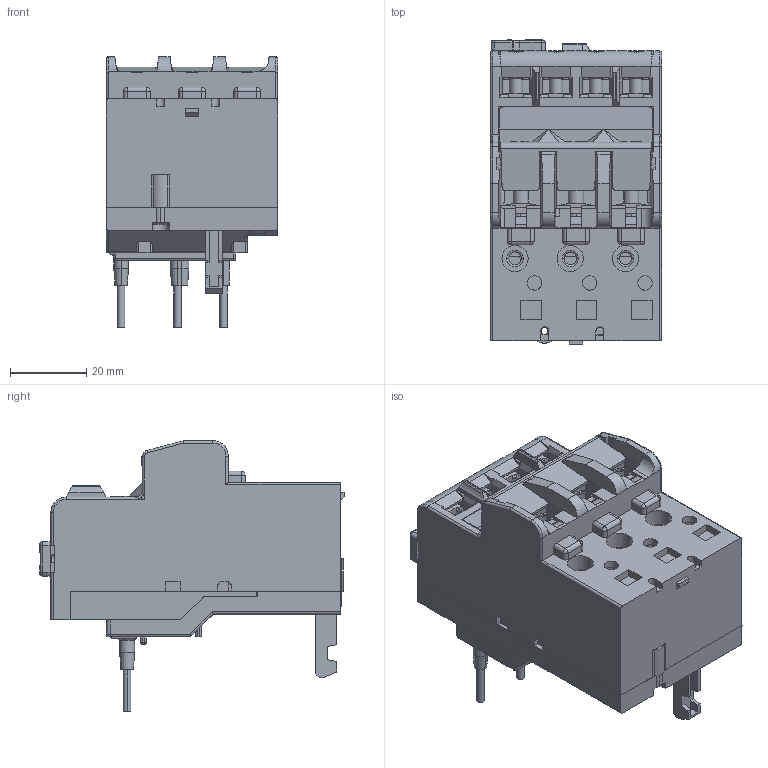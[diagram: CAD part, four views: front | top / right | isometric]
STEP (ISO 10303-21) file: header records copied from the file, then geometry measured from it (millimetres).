
FILE_DESCRIPTION((''),'2;1');
FILE_NAME('ASM0002_ASM','2018-05-14T',('luka.skrinjar'),('Audax d.o.o.'),'CREO PARAMETRIC BY PTC INC, 2016050','CREO PARAMETRIC BY PTC INC, 2016050','');
FILE_SCHEMA(('AUTOMOTIVE_DESIGN { 1 0 10303 214 1 1 1 1 }'));
Products named in the file (18): RW27-1D3_1_1_1_1; RW27-1D3_1_2_1_1; RW27-1D3_1_3_1_1; RW27-1D3_1_4_1_1; RW27-1D3_1_5_1_1; RW27-1D3_1_6_1_1; RW27-1D3_1_7_1_1; RW27-1D3_1_8_1_1; RW27-1D3_1_9_1_1; RW27-1D3_1_ASM_1_ASM_1_ASM; ETI_1_1_1; ETI_1_2_1; ETI_1_3_1; ETI_1_ASM_1_ASM; RE27-1D3_ASM_1_ASM_1_ASM; RE27-1D3_ASM_ETI_ASM_1_ASM; ASM0001_ASM_1_ASM; ASM0002_ASM
Assembly tree (17 placements, depth 6):
  ASM0002_ASM
    ASM0001_ASM_1_ASM
      RE27-1D3_ASM_ETI_ASM_1_ASM
        RE27-1D3_ASM_1_ASM_1_ASM
          RW27-1D3_1_ASM_1_ASM_1_ASM
            RW27-1D3_1_1_1_1
            RW27-1D3_1_2_1_1
            RW27-1D3_1_3_1_1
            RW27-1D3_1_4_1_1
            RW27-1D3_1_5_1_1
            RW27-1D3_1_6_1_1
            RW27-1D3_1_7_1_1
            RW27-1D3_1_8_1_1
            RW27-1D3_1_9_1_1
          ETI_1_ASM_1_ASM
            ETI_1_1_1
            ETI_1_2_1
            ETI_1_3_1
Bounding box: 45 x 79.95 x 71 mm (x, y, z)
Volume: 86263.1 mm3; surface area: 47584.3 mm2
Topology: 12 solids, 38 shells, 3306 faces, 9221 edges, 5954 vertices
Faces by surface type: plane 1971, cylinder 653, bspline 250, cone 212, extrusion 107, torus 103, sphere 10
Entity records: 135914 total; most frequent: CARTESIAN_POINT 53222, ORIENTED_EDGE 17746, DIRECTION 15106, EDGE_CURVE 9149, VERTEX_POINT 5954, VECTOR 5944, LINE 5837, AXIS2_PLACEMENT_3D 4581
